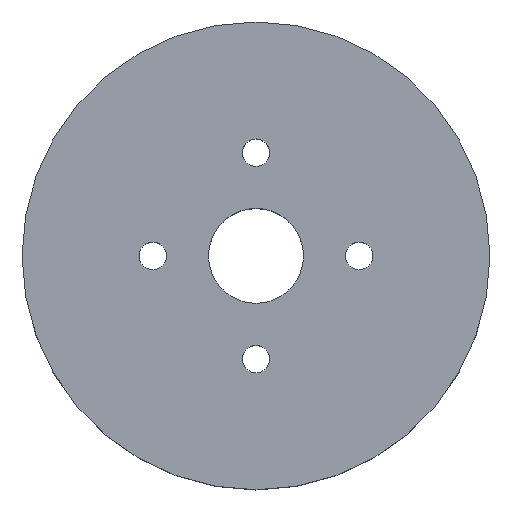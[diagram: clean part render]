
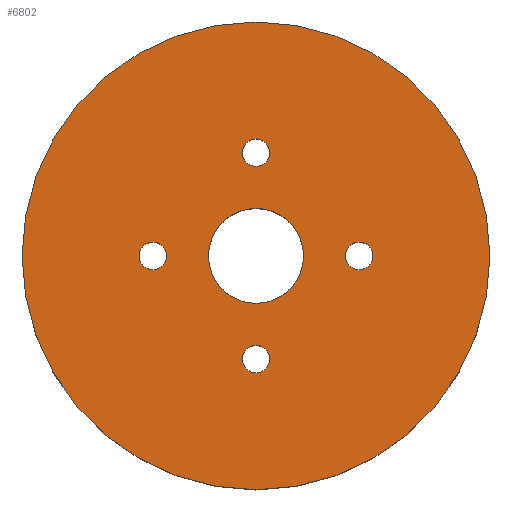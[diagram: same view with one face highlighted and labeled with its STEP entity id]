
A CAD part, top view. The second image highlights one B-rep face of the part: STEP entity #6802.
In plain terms, the highlighted planar face has unit normal (0, 0, 1).
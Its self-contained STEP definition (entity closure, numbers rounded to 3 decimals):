
#25 = AXIS2_PLACEMENT_3D ( 'NONE', #4399, #7418, #1948 ) ;
#64 = CIRCLE ( 'NONE', #5631, 2. ) ;
#294 = AXIS2_PLACEMENT_3D ( 'NONE', #7701, #366, #7005 ) ;
#366 = DIRECTION ( 'NONE',  ( 0., 0., 1. ) ) ;
#386 = VERTEX_POINT ( 'NONE', #483 ) ;
#483 = CARTESIAN_POINT ( 'NONE',  ( -13., 0., 17. ) ) ;
#580 = CARTESIAN_POINT ( 'NONE',  ( 0., 0., 17. ) ) ;
#724 = CARTESIAN_POINT ( 'NONE',  ( -15., 0., 17. ) ) ;
#851 = CARTESIAN_POINT ( 'NONE',  ( 2., 15., 17. ) ) ;
#853 = DIRECTION ( 'NONE',  ( 0., 0., 1. ) ) ;
#906 = CARTESIAN_POINT ( 'NONE',  ( 0., 15., 17. ) ) ;
#1172 = DIRECTION ( 'NONE',  ( 0., 0., 1. ) ) ;
#1217 = AXIS2_PLACEMENT_3D ( 'NONE', #2130, #5731, #7050 ) ;
#1508 = EDGE_CURVE ( 'NONE', #6948, #6725, #4976, .T. ) ;
#1567 = AXIS2_PLACEMENT_3D ( 'NONE', #3894, #5052, #3231 ) ;
#1684 = DIRECTION ( 'NONE',  ( 1., 0., 0. ) ) ;
#1773 = VERTEX_POINT ( 'NONE', #4891 ) ;
#1774 = CARTESIAN_POINT ( 'NONE',  ( -34., 0., 17. ) ) ;
#1793 = EDGE_CURVE ( 'NONE', #386, #4996, #2299, .T. ) ;
#1798 = DIRECTION ( 'NONE',  ( 0., 0., 1. ) ) ;
#1813 = AXIS2_PLACEMENT_3D ( 'NONE', #4251, #1798, #4164 ) ;
#1853 = ORIENTED_EDGE ( 'NONE', *, *, #4358, .F. ) ;
#1863 = DIRECTION ( 'NONE',  ( 0., 0., 1. ) ) ;
#1948 = DIRECTION ( 'NONE',  ( 1., 0., 0. ) ) ;
#1983 = VERTEX_POINT ( 'NONE', #5816 ) ;
#1995 = EDGE_CURVE ( 'NONE', #3906, #2123, #3553, .T. ) ;
#2123 = VERTEX_POINT ( 'NONE', #2887 ) ;
#2130 = CARTESIAN_POINT ( 'NONE',  ( 0., 0., 17. ) ) ;
#2148 = CARTESIAN_POINT ( 'NONE',  ( 0., -15., 17. ) ) ;
#2168 = DIRECTION ( 'NONE',  ( 1., 0., 0. ) ) ;
#2251 = FACE_BOUND ( 'NONE', #3479, .T. ) ;
#2299 = CIRCLE ( 'NONE', #6826, 2. ) ;
#2412 = EDGE_CURVE ( 'NONE', #6555, #6640, #7698, .T. ) ;
#2421 = AXIS2_PLACEMENT_3D ( 'NONE', #580, #1172, #1684 ) ;
#2543 = CIRCLE ( 'NONE', #2421, 6.9 ) ;
#2700 = AXIS2_PLACEMENT_3D ( 'NONE', #2148, #4563, #6951 ) ;
#2887 = CARTESIAN_POINT ( 'NONE',  ( 34., 0., 17. ) ) ;
#3010 = EDGE_CURVE ( 'NONE', #6289, #1983, #2543, .T. ) ;
#3058 = DIRECTION ( 'NONE',  ( 0., 0., 1. ) ) ;
#3081 = CIRCLE ( 'NONE', #3590, 2. ) ;
#3192 = VERTEX_POINT ( 'NONE', #851 ) ;
#3231 = DIRECTION ( 'NONE',  ( 1., 0., 0. ) ) ;
#3256 = ORIENTED_EDGE ( 'NONE', *, *, #4298, .T. ) ;
#3310 = CIRCLE ( 'NONE', #25, 6.9 ) ;
#3314 = FACE_BOUND ( 'NONE', #6928, .T. ) ;
#3357 = ORIENTED_EDGE ( 'NONE', *, *, #5897, .F. ) ;
#3398 = DIRECTION ( 'NONE',  ( 0., 0., 1. ) ) ;
#3479 = EDGE_LOOP ( 'NONE', ( #6023, #4337 ) ) ;
#3515 = DIRECTION ( 'NONE',  ( 1., 0., 0. ) ) ;
#3553 = CIRCLE ( 'NONE', #4572, 34. ) ;
#3590 = AXIS2_PLACEMENT_3D ( 'NONE', #3600, #1863, #3515 ) ;
#3600 = CARTESIAN_POINT ( 'NONE',  ( -15., 0., 17. ) ) ;
#3620 = EDGE_CURVE ( 'NONE', #3192, #1773, #6581, .T. ) ;
#3631 = EDGE_CURVE ( 'NONE', #1983, #6289, #3310, .T. ) ;
#3674 = CARTESIAN_POINT ( 'NONE',  ( 13., 0., 17. ) ) ;
#3894 = CARTESIAN_POINT ( 'NONE',  ( 0., -15., 17. ) ) ;
#3906 = VERTEX_POINT ( 'NONE', #1774 ) ;
#3942 = FACE_BOUND ( 'NONE', #5809, .T. ) ;
#3951 = CIRCLE ( 'NONE', #1813, 2. ) ;
#4059 = PLANE ( 'NONE',  #1217 ) ;
#4065 = ORIENTED_EDGE ( 'NONE', *, *, #4651, .F. ) ;
#4164 = DIRECTION ( 'NONE',  ( 1., 0., 0. ) ) ;
#4251 = CARTESIAN_POINT ( 'NONE',  ( 15., 0., 17. ) ) ;
#4298 = EDGE_CURVE ( 'NONE', #2123, #3906, #6098, .T. ) ;
#4337 = ORIENTED_EDGE ( 'NONE', *, *, #3631, .F. ) ;
#4358 = EDGE_CURVE ( 'NONE', #6640, #6555, #3951, .T. ) ;
#4399 = CARTESIAN_POINT ( 'NONE',  ( 0., 0., 17. ) ) ;
#4507 = ORIENTED_EDGE ( 'NONE', *, *, #1995, .T. ) ;
#4563 = DIRECTION ( 'NONE',  ( 0., 0., 1. ) ) ;
#4572 = AXIS2_PLACEMENT_3D ( 'NONE', #5780, #7623, #5189 ) ;
#4580 = ORIENTED_EDGE ( 'NONE', *, *, #5187, .F. ) ;
#4583 = FACE_BOUND ( 'NONE', #4973, .T. ) ;
#4651 = EDGE_CURVE ( 'NONE', #6725, #6948, #5351, .T. ) ;
#4664 = FACE_OUTER_BOUND ( 'NONE', #6735, .T. ) ;
#4699 = FACE_BOUND ( 'NONE', #5211, .T. ) ;
#4771 = DIRECTION ( 'NONE',  ( 1., 0., 0. ) ) ;
#4877 = CARTESIAN_POINT ( 'NONE',  ( 17., 0., 17. ) ) ;
#4891 = CARTESIAN_POINT ( 'NONE',  ( -2., 15., 17. ) ) ;
#4973 = EDGE_LOOP ( 'NONE', ( #7798, #4580 ) ) ;
#4976 = CIRCLE ( 'NONE', #1567, 2. ) ;
#4996 = VERTEX_POINT ( 'NONE', #6250 ) ;
#5044 = ORIENTED_EDGE ( 'NONE', *, *, #1508, .F. ) ;
#5052 = DIRECTION ( 'NONE',  ( 0., 0., 1. ) ) ;
#5113 = DIRECTION ( 'NONE',  ( 0., 0., 1. ) ) ;
#5187 = EDGE_CURVE ( 'NONE', #4996, #386, #3081, .T. ) ;
#5189 = DIRECTION ( 'NONE',  ( 1., 0., 0. ) ) ;
#5211 = EDGE_LOOP ( 'NONE', ( #6829, #1853 ) ) ;
#5351 = CIRCLE ( 'NONE', #2700, 2. ) ;
#5631 = AXIS2_PLACEMENT_3D ( 'NONE', #6260, #853, #5678 ) ;
#5633 = CARTESIAN_POINT ( 'NONE',  ( 6.9, 0., 17. ) ) ;
#5678 = DIRECTION ( 'NONE',  ( 1., 0., 0. ) ) ;
#5706 = AXIS2_PLACEMENT_3D ( 'NONE', #7682, #3398, #2168 ) ;
#5731 = DIRECTION ( 'NONE',  ( 0., 0., 1. ) ) ;
#5780 = CARTESIAN_POINT ( 'NONE',  ( 0., 0., 17. ) ) ;
#5809 = EDGE_LOOP ( 'NONE', ( #5044, #4065 ) ) ;
#5816 = CARTESIAN_POINT ( 'NONE',  ( -6.9, 0., 17. ) ) ;
#5897 = EDGE_CURVE ( 'NONE', #1773, #3192, #64, .T. ) ;
#6023 = ORIENTED_EDGE ( 'NONE', *, *, #3010, .F. ) ;
#6098 = CIRCLE ( 'NONE', #294, 34. ) ;
#6250 = CARTESIAN_POINT ( 'NONE',  ( -17., 0., 17. ) ) ;
#6260 = CARTESIAN_POINT ( 'NONE',  ( 0., 15., 17. ) ) ;
#6289 = VERTEX_POINT ( 'NONE', #5633 ) ;
#6329 = AXIS2_PLACEMENT_3D ( 'NONE', #906, #5113, #7501 ) ;
#6555 = VERTEX_POINT ( 'NONE', #4877 ) ;
#6581 = CIRCLE ( 'NONE', #6329, 2. ) ;
#6640 = VERTEX_POINT ( 'NONE', #3674 ) ;
#6725 = VERTEX_POINT ( 'NONE', #7328 ) ;
#6735 = EDGE_LOOP ( 'NONE', ( #4507, #3256 ) ) ;
#6802 = ADVANCED_FACE ( 'NONE', ( #4699, #3942, #4583, #3314, #2251, #4664 ), #4059, .T. ) ;
#6826 = AXIS2_PLACEMENT_3D ( 'NONE', #724, #3058, #4771 ) ;
#6829 = ORIENTED_EDGE ( 'NONE', *, *, #2412, .F. ) ;
#6928 = EDGE_LOOP ( 'NONE', ( #7096, #3357 ) ) ;
#6948 = VERTEX_POINT ( 'NONE', #7161 ) ;
#6951 = DIRECTION ( 'NONE',  ( 1., 0., 0. ) ) ;
#7005 = DIRECTION ( 'NONE',  ( 1., 0., 0. ) ) ;
#7050 = DIRECTION ( 'NONE',  ( 1., 0., 0. ) ) ;
#7096 = ORIENTED_EDGE ( 'NONE', *, *, #3620, .F. ) ;
#7161 = CARTESIAN_POINT ( 'NONE',  ( 2., -15., 17. ) ) ;
#7328 = CARTESIAN_POINT ( 'NONE',  ( -2., -15., 17. ) ) ;
#7418 = DIRECTION ( 'NONE',  ( 0., 0., 1. ) ) ;
#7501 = DIRECTION ( 'NONE',  ( 1., 0., 0. ) ) ;
#7623 = DIRECTION ( 'NONE',  ( 0., 0., 1. ) ) ;
#7682 = CARTESIAN_POINT ( 'NONE',  ( 15., 0., 17. ) ) ;
#7698 = CIRCLE ( 'NONE', #5706, 2. ) ;
#7701 = CARTESIAN_POINT ( 'NONE',  ( 0., 0., 17. ) ) ;
#7798 = ORIENTED_EDGE ( 'NONE', *, *, #1793, .F. ) ;
